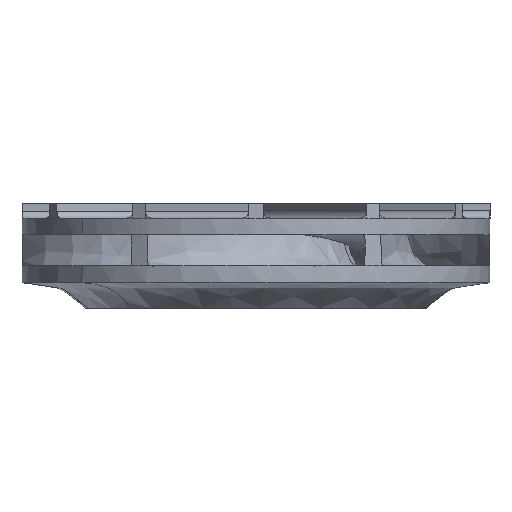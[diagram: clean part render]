
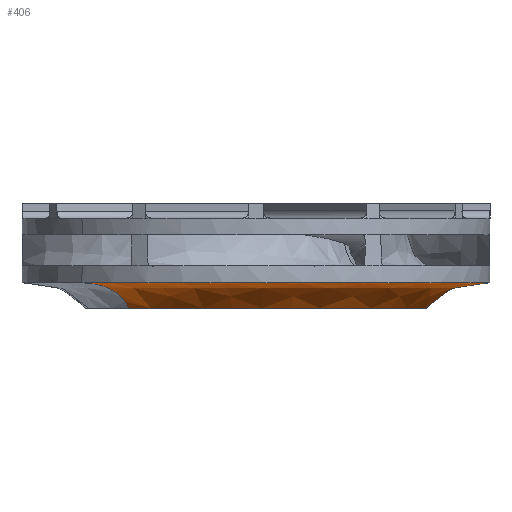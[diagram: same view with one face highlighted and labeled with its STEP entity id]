
A CAD part, left-side view. The second image highlights one B-rep face of the part: STEP entity #406.
In plain terms, the highlighted face is a revolution surface.
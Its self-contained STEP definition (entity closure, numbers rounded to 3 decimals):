
#103=SURFACE_OF_REVOLUTION('',#303,#117);
#117=AXIS1_PLACEMENT('',#25114,#5308);
#300=B_SPLINE_CURVE_WITH_KNOTS('',2,(#25097,#25098,#25099),
 .UNSPECIFIED.,.F.,.F.,(3,3),(0.,1.),.UNSPECIFIED.);
#301=B_SPLINE_CURVE_WITH_KNOTS('',2,(#25103,#25104,#25105),
 .UNSPECIFIED.,.F.,.F.,(3,3),(0.,1.),.UNSPECIFIED.);
#303=B_SPLINE_CURVE_WITH_KNOTS('',2,(#25111,#25112,#25113),
 .UNSPECIFIED.,.F.,.F.,(3,3),(0.,1.),.UNSPECIFIED.);
#406=ADVANCED_FACE('[IMPELLER_1] MATERIAL DOMAIN SOLIDSHROUD',(#796),#103,
 .T.);
#796=FACE_OUTER_BOUND('',#1025,.T.);
#1025=EDGE_LOOP('',(#2440,#2441,#2442,#2443));
#2440=ORIENTED_EDGE('',*,*,#3948,.F.);
#2441=ORIENTED_EDGE('',*,*,#3945,.F.);
#2442=ORIENTED_EDGE('',*,*,#3944,.T.);
#2443=ORIENTED_EDGE('',*,*,#3947,.T.);
#3416=VERTEX_POINT('',#25090);
#3417=VERTEX_POINT('',#25092);
#3418=VERTEX_POINT('',#25100);
#3419=VERTEX_POINT('',#25102);
#3944=EDGE_CURVE('',#3416,#3417,#4251,.T.);
#3945=EDGE_CURVE('',#3416,#3418,#300,.T.);
#3947=EDGE_CURVE('',#3417,#3419,#301,.T.);
#3948=EDGE_CURVE('',#3418,#3419,#4253,.T.);
#4251=CIRCLE('',#4496,18.019);
#4253=CIRCLE('',#4499,24.663);
#4496=AXIS2_PLACEMENT_3D('',#25095,#5299,#5300);
#4499=AXIS2_PLACEMENT_3D('',#25110,#5306,#5307);
#5299=DIRECTION('',(0.,0.,1.));
#5300=DIRECTION('',(-0.669,0.744,0.));
#5306=DIRECTION('',(0.,0.,1.));
#5307=DIRECTION('',(-0.669,0.744,0.));
#5308=DIRECTION('',(0.,0.,1.));
#25090=CARTESIAN_POINT('',(-12.046,13.4,-0.006));
#25092=CARTESIAN_POINT('',(12.046,-13.4,-0.006));
#25095=CARTESIAN_POINT('',(0.,0.,-0.006));
#25097=CARTESIAN_POINT('',(-12.046,13.4,-0.006));
#25098=CARTESIAN_POINT('',(-13.271,14.764,2.662));
#25099=CARTESIAN_POINT('',(-16.487,18.342,2.662));
#25100=CARTESIAN_POINT('',(-16.487,18.342,2.662));
#25102=CARTESIAN_POINT('',(16.487,-18.342,2.662));
#25103=CARTESIAN_POINT('',(12.046,-13.4,-0.006));
#25104=CARTESIAN_POINT('',(13.271,-14.764,2.662));
#25105=CARTESIAN_POINT('',(16.487,-18.342,2.662));
#25110=CARTESIAN_POINT('',(0.,0.,2.662));
#25111=CARTESIAN_POINT('',(-12.046,13.4,-0.006));
#25112=CARTESIAN_POINT('',(-13.271,14.764,2.662));
#25113=CARTESIAN_POINT('',(-16.487,18.342,2.662));
#25114=CARTESIAN_POINT('',(0.,0.,0.));
